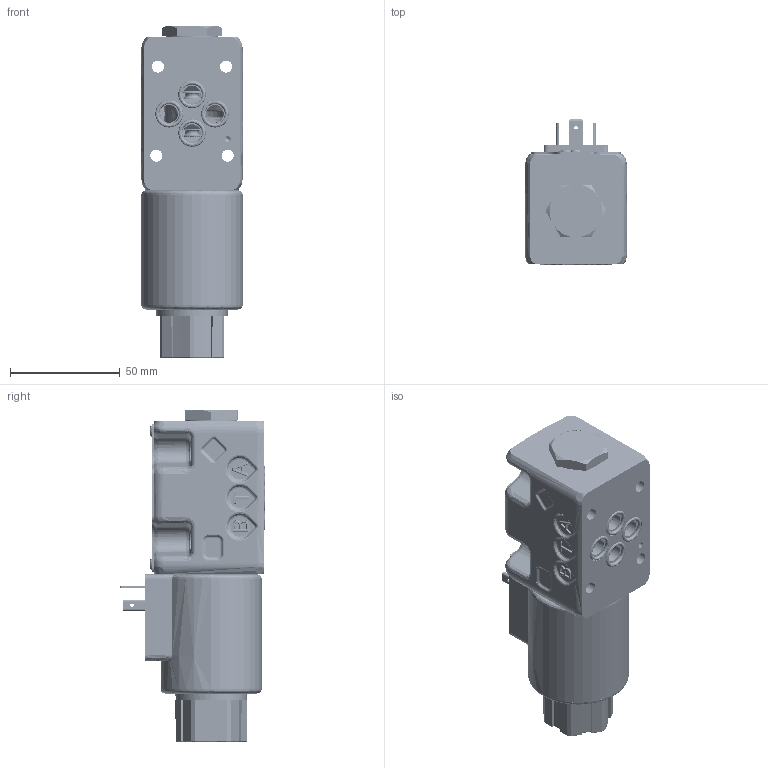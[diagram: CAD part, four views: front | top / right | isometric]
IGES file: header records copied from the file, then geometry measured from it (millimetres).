
Start section: SolidWorks IGES file using analytic representation for surfaces
Global section: file name: ADB3E--F-RS2.igs; native system: SolidWorks 2012; preprocessor: SolidWorks 2012; author: serviziopdm; date: 131011.174421; units: millimetre
Bounding box: 46 x 66.28 x 150.95 mm (x, y, z)
Surface area: 82961.8 mm2 (no closed solid volume)
Topology: 0 solids, 0 shells, 2948 faces, 30115 edges, 30062 vertices
Faces by surface type: bspline 2038, revolution 910
